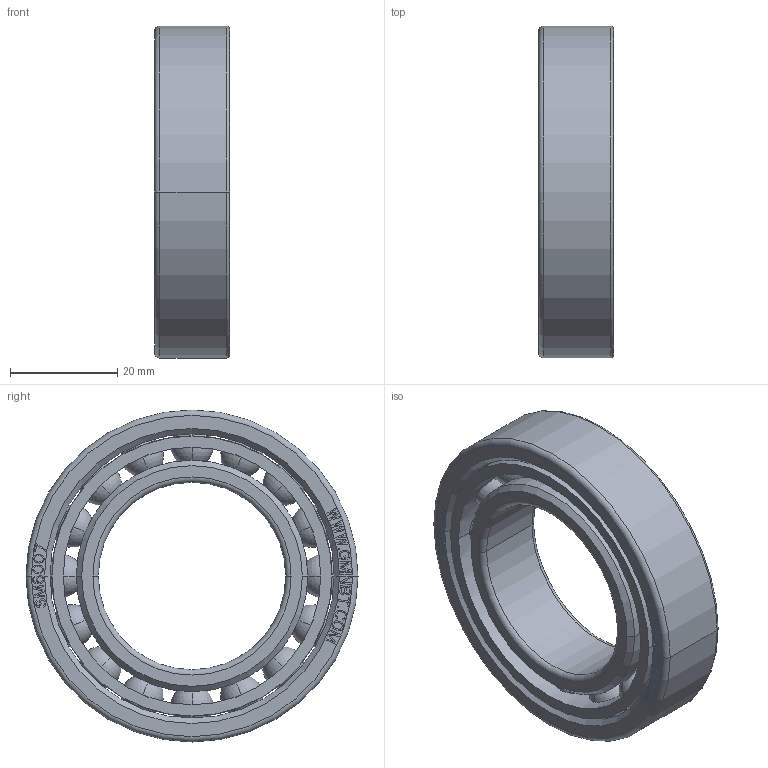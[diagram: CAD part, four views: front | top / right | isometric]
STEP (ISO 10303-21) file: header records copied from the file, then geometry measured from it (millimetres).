
FILE_DESCRIPTION((''),'2;1');
FILE_NAME('SM6007_PRT','2014-03-19T',('sales 4'),(''),'PRO/ENGINEER BY PARAMETRIC TECHNOLOGY CORPORATION, 2013150','PRO/ENGINEER BY PARAMETRIC TECHNOLOGY CORPORATION, 2013150','');
FILE_SCHEMA(('AUTOMOTIVE_DESIGN { 1 0 10303 214 1 1 1 1 }'));
Length unit declared in the file: millimetre
Products named in the file (1): SM6007_PRT
Bounding box: 14.01 x 62 x 62 mm (x, y, z)
Volume: 21766.1 mm3; surface area: 17579.1 mm2
Topology: 3 solids, 3 shells, 675 faces, 1880 edges, 1200 vertices
Faces by surface type: plane 511, cylinder 78, sphere 64, torus 12, cone 10
Entity records: 34863 total; most frequent: CARTESIAN_POINT 12185, ORIENTED_EDGE 3632, DIRECTION 3226, PRESENTATION_STYLE_ASSIGNMENT 1848, STYLED_ITEM 1819, CURVE_STYLE 1816, EDGE_CURVE 1816, VECTOR 1500
